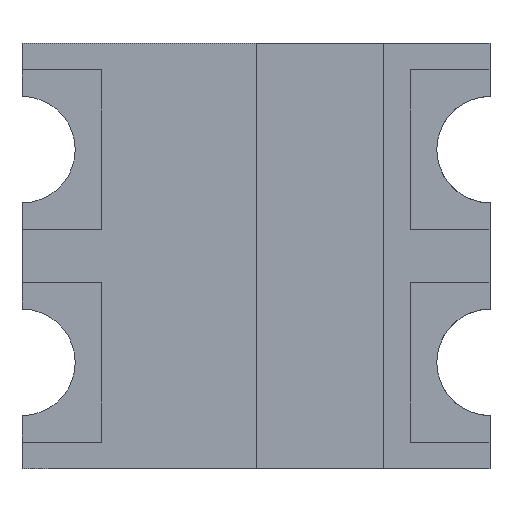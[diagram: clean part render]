
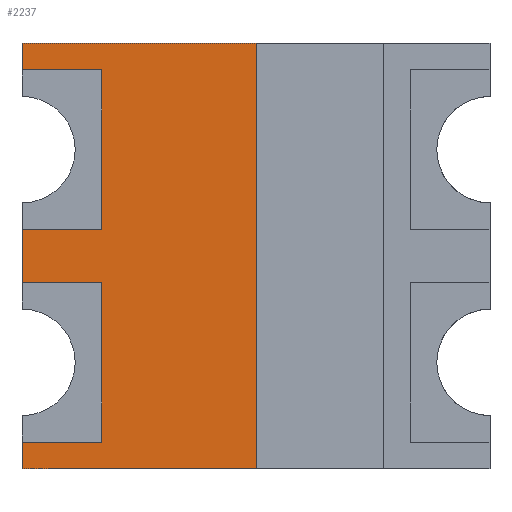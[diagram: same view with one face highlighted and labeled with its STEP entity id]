
A CAD part, front view. The second image highlights one B-rep face of the part: STEP entity #2237.
In plain terms, the highlighted planar face has unit normal (0, -1, 0).
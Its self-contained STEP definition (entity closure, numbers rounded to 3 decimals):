
#10 = EDGE_CURVE ( 'NONE', #1315, #2276, #2331, .T. ) ;
#27 = EDGE_LOOP ( 'NONE', ( #1388, #2023, #74, #525, #2475, #2008, #2890, #1088, #1363, #1829, #2710, #2698 ) ) ;
#32 = LINE ( 'NONE', #744, #1280 ) ;
#74 = ORIENTED_EDGE ( 'NONE', *, *, #1341, .T. ) ;
#131 = DIRECTION ( 'NONE',  ( 0., 0., -1. ) ) ;
#142 = EDGE_CURVE ( 'NONE', #641, #2084, #1544, .T. ) ;
#150 = VERTEX_POINT ( 'NONE', #1139 ) ;
#179 = CARTESIAN_POINT ( 'NONE',  ( -0.725, 0.01, 0.875 ) ) ;
#238 = VECTOR ( 'NONE', #1663, 1000. ) ;
#252 = CARTESIAN_POINT ( 'NONE',  ( -0.725, 0.01, -0.875 ) ) ;
#283 = VERTEX_POINT ( 'NONE', #1032 ) ;
#288 = EDGE_CURVE ( 'NONE', #2276, #150, #1930, .T. ) ;
#291 = CARTESIAN_POINT ( 'NONE',  ( 0., 0.01, 0.875 ) ) ;
#300 = VERTEX_POINT ( 'NONE', #881 ) ;
#302 = CARTESIAN_POINT ( 'NONE',  ( 0., 0.01, 0.125 ) ) ;
#317 = DIRECTION ( 'NONE',  ( 0., -1., 0. ) ) ;
#333 = CARTESIAN_POINT ( 'NONE',  ( 0., 0.01, 1. ) ) ;
#357 = DIRECTION ( 'NONE',  ( 0., 0., -1. ) ) ;
#366 = CARTESIAN_POINT ( 'NONE',  ( -1.1, 0.01, 0. ) ) ;
#404 = DIRECTION ( 'NONE',  ( 1., 0., 0. ) ) ;
#496 = CARTESIAN_POINT ( 'NONE',  ( 0., 0.01, -0.125 ) ) ;
#518 = CARTESIAN_POINT ( 'NONE',  ( -0.725, 0.01, -0.125 ) ) ;
#522 = VECTOR ( 'NONE', #2094, 1000. ) ;
#525 = ORIENTED_EDGE ( 'NONE', *, *, #10, .T. ) ;
#587 = EDGE_CURVE ( 'NONE', #1934, #740, #1183, .T. ) ;
#603 = FACE_OUTER_BOUND ( 'NONE', #27, .T. ) ;
#607 = CARTESIAN_POINT ( 'NONE',  ( -1.1, 0.01, 0.125 ) ) ;
#639 = EDGE_CURVE ( 'NONE', #740, #2084, #2583, .T. ) ;
#641 = VERTEX_POINT ( 'NONE', #252 ) ;
#740 = VERTEX_POINT ( 'NONE', #742 ) ;
#742 = CARTESIAN_POINT ( 'NONE',  ( -1.1, 0.01, -0.125 ) ) ;
#744 = CARTESIAN_POINT ( 'NONE',  ( 0., 0.01, -1. ) ) ;
#804 = CARTESIAN_POINT ( 'NONE',  ( -1.1, 0.01, 0.875 ) ) ;
#840 = VECTOR ( 'NONE', #2875, 1000. ) ;
#881 = CARTESIAN_POINT ( 'NONE',  ( -1.1, 0.01, 1. ) ) ;
#989 = VERTEX_POINT ( 'NONE', #2126 ) ;
#1020 = CARTESIAN_POINT ( 'NONE',  ( -1.1, 0.01, -0.875 ) ) ;
#1032 = CARTESIAN_POINT ( 'NONE',  ( 0., 0.01, -1. ) ) ;
#1080 = VECTOR ( 'NONE', #131, 1000. ) ;
#1088 = ORIENTED_EDGE ( 'NONE', *, *, #639, .T. ) ;
#1100 = AXIS2_PLACEMENT_3D ( 'NONE', #2400, #317, #357 ) ;
#1139 = CARTESIAN_POINT ( 'NONE',  ( -0.725, 0.01, 0.125 ) ) ;
#1183 = LINE ( 'NONE', #2085, #1198 ) ;
#1198 = VECTOR ( 'NONE', #1865, 1000. ) ;
#1200 = CARTESIAN_POINT ( 'NONE',  ( 0., 0.01, 0. ) ) ;
#1207 = VECTOR ( 'NONE', #1629, 1000. ) ;
#1275 = DIRECTION ( 'NONE',  ( 0., 0., -1. ) ) ;
#1280 = VECTOR ( 'NONE', #2763, 1000. ) ;
#1307 = VERTEX_POINT ( 'NONE', #1020 ) ;
#1315 = VERTEX_POINT ( 'NONE', #804 ) ;
#1341 = EDGE_CURVE ( 'NONE', #300, #1315, #2404, .T. ) ;
#1363 = ORIENTED_EDGE ( 'NONE', *, *, #142, .F. ) ;
#1388 = ORIENTED_EDGE ( 'NONE', *, *, #2143, .F. ) ;
#1392 = EDGE_CURVE ( 'NONE', #1307, #641, #2052, .T. ) ;
#1544 = LINE ( 'NONE', #2452, #840 ) ;
#1567 = CARTESIAN_POINT ( 'NONE',  ( 0., 0.01, -0.875 ) ) ;
#1629 = DIRECTION ( 'NONE',  ( 1., 0., 0. ) ) ;
#1655 = DIRECTION ( 'NONE',  ( 0., 0., -1. ) ) ;
#1659 = VECTOR ( 'NONE', #2629, 1000. ) ;
#1663 = DIRECTION ( 'NONE',  ( 1., 0., 0. ) ) ;
#1704 = CARTESIAN_POINT ( 'NONE',  ( -1.1, 0.01, -1. ) ) ;
#1775 = VECTOR ( 'NONE', #1275, 1000. ) ;
#1823 = EDGE_CURVE ( 'NONE', #1934, #150, #2342, .T. ) ;
#1829 = ORIENTED_EDGE ( 'NONE', *, *, #1392, .F. ) ;
#1865 = DIRECTION ( 'NONE',  ( 0., 0., -1. ) ) ;
#1930 = LINE ( 'NONE', #2819, #1080 ) ;
#1934 = VERTEX_POINT ( 'NONE', #607 ) ;
#1939 = PLANE ( 'NONE',  #1100 ) ;
#2008 = ORIENTED_EDGE ( 'NONE', *, *, #1823, .F. ) ;
#2023 = ORIENTED_EDGE ( 'NONE', *, *, #2177, .T. ) ;
#2052 = LINE ( 'NONE', #1567, #1207 ) ;
#2076 = LINE ( 'NONE', #1200, #2885 ) ;
#2084 = VERTEX_POINT ( 'NONE', #518 ) ;
#2085 = CARTESIAN_POINT ( 'NONE',  ( -1.1, 0.01, 0. ) ) ;
#2094 = DIRECTION ( 'NONE',  ( 1., 0., 0. ) ) ;
#2126 = CARTESIAN_POINT ( 'NONE',  ( 0., 0.01, 1. ) ) ;
#2133 = LINE ( 'NONE', #2149, #1659 ) ;
#2143 = EDGE_CURVE ( 'NONE', #989, #283, #2076, .T. ) ;
#2149 = CARTESIAN_POINT ( 'NONE',  ( -1.1, 0.01, 0. ) ) ;
#2177 = EDGE_CURVE ( 'NONE', #989, #300, #2388, .T. ) ;
#2180 = VECTOR ( 'NONE', #2603, 1000. ) ;
#2215 = EDGE_CURVE ( 'NONE', #1307, #2882, #2133, .T. ) ;
#2237 = ADVANCED_FACE ( 'NONE', ( #603 ), #1939, .T. ) ;
#2276 = VERTEX_POINT ( 'NONE', #179 ) ;
#2331 = LINE ( 'NONE', #291, #2684 ) ;
#2342 = LINE ( 'NONE', #302, #522 ) ;
#2388 = LINE ( 'NONE', #333, #2180 ) ;
#2400 = CARTESIAN_POINT ( 'NONE',  ( 0., 0.01, 0. ) ) ;
#2404 = LINE ( 'NONE', #366, #1775 ) ;
#2452 = CARTESIAN_POINT ( 'NONE',  ( -0.725, 0.01, 0. ) ) ;
#2475 = ORIENTED_EDGE ( 'NONE', *, *, #288, .T. ) ;
#2482 = EDGE_CURVE ( 'NONE', #2882, #283, #32, .T. ) ;
#2583 = LINE ( 'NONE', #496, #238 ) ;
#2603 = DIRECTION ( 'NONE',  ( -1., 0., 0. ) ) ;
#2629 = DIRECTION ( 'NONE',  ( 0., 0., -1. ) ) ;
#2684 = VECTOR ( 'NONE', #404, 1000. ) ;
#2698 = ORIENTED_EDGE ( 'NONE', *, *, #2482, .T. ) ;
#2710 = ORIENTED_EDGE ( 'NONE', *, *, #2215, .T. ) ;
#2763 = DIRECTION ( 'NONE',  ( 1., 0., 0. ) ) ;
#2819 = CARTESIAN_POINT ( 'NONE',  ( -0.725, 0.01, 0. ) ) ;
#2875 = DIRECTION ( 'NONE',  ( 0., 0., 1. ) ) ;
#2882 = VERTEX_POINT ( 'NONE', #1704 ) ;
#2885 = VECTOR ( 'NONE', #1655, 1000. ) ;
#2890 = ORIENTED_EDGE ( 'NONE', *, *, #587, .T. ) ;
